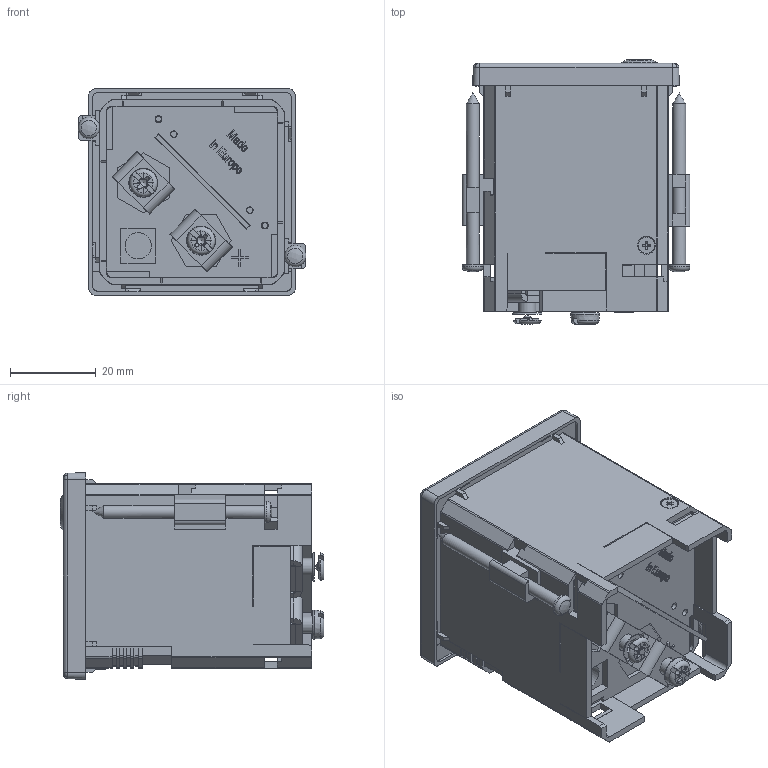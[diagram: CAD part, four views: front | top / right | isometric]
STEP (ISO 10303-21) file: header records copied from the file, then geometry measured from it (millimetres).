
FILE_DESCRIPTION(/* description */ (''),/* implementation_level */ '2;1');
FILE_NAME(/* name */ 'EQ48_20251125.stp',/* time_stamp */ '2025-11-25T11:25:44+01:00',/* author */ ('euh'),/* organization */ (''),/* preprocessor_version */ 'ST-DEVELOPER v20',/* originating_system */ 'Autodesk Inventor 2023',/* authorisation */ '');
FILE_SCHEMA (('AUTOMOTIVE_DESIGN { 1 0 10303 214 3 1 1 }'));
Products named in the file (1): EQ48_SIMPLIFY_20251125
Bounding box: 53 x 61.4 x 48 mm (x, y, z)
Volume: 33685.6 mm3; surface area: 41622.9 mm2
Topology: 2 solids, 8 shells, 1538 faces, 4305 edges, 2802 vertices
Faces by surface type: plane 1120, cylinder 175, bspline 132, cone 72, torus 37, sphere 2
Full cylindrical faces by diameter (mm): 0.7 x2, 1.5 x1, 1.8 x2, 1.9 x2, 2.95 x2, 3 x4, 3.3 x2, 3.8 x4, 4 x2, 4.2 x2, 4.3 x2, 4.5 x1, 5 x2, 5.6 x1, 6 x4, 6.1 x3, 8.4 x1
Entity records: 55443 total; most frequent: CARTESIAN_POINT 16329, ORIENTED_EDGE 8594, DIRECTION 7458, EDGE_CURVE 4297, LINE 3238, VECTOR 3238, VERTEX_POINT 2802, AXIS2_PLACEMENT_3D 2110
